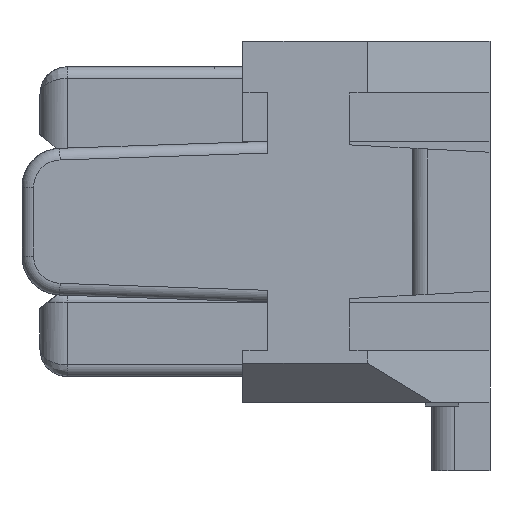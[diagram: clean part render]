
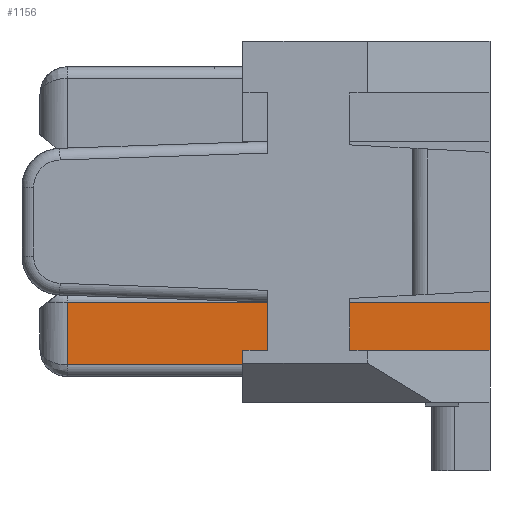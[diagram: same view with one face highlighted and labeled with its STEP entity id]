
A CAD part, front view. The second image highlights one B-rep face of the part: STEP entity #1156.
In plain terms, the highlighted planar face has unit normal (0, -1, 0).
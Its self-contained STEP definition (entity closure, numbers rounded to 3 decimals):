
#904 = CARTESIAN_POINT ( 'NONE',  ( 0.35, -19.15, -1.03 ) ) ;
#1156 = ADVANCED_FACE ( 'NONE', ( #22362 ), #36920, .F. ) ;
#2213 = DIRECTION ( 'NONE',  ( 0., 0., 1. ) ) ;
#2309 = EDGE_CURVE ( 'NONE', #16997, #15917, #6127, .T. ) ;
#3903 = CARTESIAN_POINT ( 'NONE',  ( 0.35, -19.15, -1.03 ) ) ;
#4570 = DIRECTION ( 'NONE',  ( 1., 0., 0. ) ) ;
#6127 = LINE ( 'NONE', #71266, #57165 ) ;
#6949 = ORIENTED_EDGE ( 'NONE', *, *, #28447, .T. ) ;
#9523 = CARTESIAN_POINT ( 'NONE',  ( 2.6, -19.15, -1.835 ) ) ;
#10594 = LINE ( 'NONE', #16454, #12938 ) ;
#10632 = ORIENTED_EDGE ( 'NONE', *, *, #70953, .F. ) ;
#11792 = EDGE_CURVE ( 'NONE', #32338, #12080, #49761, .T. ) ;
#12080 = VERTEX_POINT ( 'NONE', #9523 ) ;
#12938 = VECTOR ( 'NONE', #33909, 1000. ) ;
#14265 = DIRECTION ( 'NONE',  ( 1., 0., 0. ) ) ;
#14943 = EDGE_CURVE ( 'NONE', #55119, #16997, #65226, .T. ) ;
#15554 = EDGE_CURVE ( 'NONE', #19508, #56871, #45561, .T. ) ;
#15917 = VERTEX_POINT ( 'NONE', #18539 ) ;
#16454 = CARTESIAN_POINT ( 'NONE',  ( 5.77, -19.15, -1.03 ) ) ;
#16997 = VERTEX_POINT ( 'NONE', #19546 ) ;
#18539 = CARTESIAN_POINT ( 'NONE',  ( 5.77, -19.15, -1.03 ) ) ;
#19508 = VERTEX_POINT ( 'NONE', #71707 ) ;
#19522 = ORIENTED_EDGE ( 'NONE', *, *, #11792, .T. ) ;
#19546 = CARTESIAN_POINT ( 'NONE',  ( 2.6, -19.15, -1.03 ) ) ;
#20998 = VECTOR ( 'NONE', #4570, 1000. ) ;
#22284 = EDGE_CURVE ( 'NONE', #12080, #19508, #24674, .T. ) ;
#22362 = FACE_OUTER_BOUND ( 'NONE', #72610, .T. ) ;
#22529 = ORIENTED_EDGE ( 'NONE', *, *, #14943, .F. ) ;
#24151 = VECTOR ( 'NONE', #66991, 1000. ) ;
#24674 = LINE ( 'NONE', #72462, #73590 ) ;
#25125 = DIRECTION ( 'NONE',  ( 1., 0., 0. ) ) ;
#28083 = CARTESIAN_POINT ( 'NONE',  ( 0.35, -19.15, -1.835 ) ) ;
#28447 = EDGE_CURVE ( 'NONE', #55119, #32338, #71445, .T. ) ;
#30489 = CARTESIAN_POINT ( 'NONE',  ( 5.77, -19.15, -1.65 ) ) ;
#32338 = VERTEX_POINT ( 'NONE', #28083 ) ;
#33909 = DIRECTION ( 'NONE',  ( 0., 0., -1. ) ) ;
#34509 = CARTESIAN_POINT ( 'NONE',  ( 2.6, -19.15, -1.65 ) ) ;
#36920 = PLANE ( 'NONE',  #47723 ) ;
#37409 = CARTESIAN_POINT ( 'NONE',  ( 0., -19.15, 0. ) ) ;
#41393 = ORIENTED_EDGE ( 'NONE', *, *, #15554, .T. ) ;
#41703 = DIRECTION ( 'NONE',  ( 0., 0., -1. ) ) ;
#42110 = DIRECTION ( 'NONE',  ( 0., 1., 0. ) ) ;
#44585 = VECTOR ( 'NONE', #41703, 1000. ) ;
#45561 = LINE ( 'NONE', #34509, #20998 ) ;
#46599 = DIRECTION ( 'NONE',  ( 1., 0., 0. ) ) ;
#47723 = AXIS2_PLACEMENT_3D ( 'NONE', #37409, #42110, #14265 ) ;
#48494 = CARTESIAN_POINT ( 'NONE',  ( 0.35, -19.15, -1.03 ) ) ;
#49761 = LINE ( 'NONE', #71814, #24151 ) ;
#55119 = VERTEX_POINT ( 'NONE', #3903 ) ;
#56871 = VERTEX_POINT ( 'NONE', #30489 ) ;
#57165 = VECTOR ( 'NONE', #25125, 1000. ) ;
#61356 = ORIENTED_EDGE ( 'NONE', *, *, #2309, .F. ) ;
#65111 = VECTOR ( 'NONE', #46599, 1000. ) ;
#65226 = LINE ( 'NONE', #904, #65111 ) ;
#66991 = DIRECTION ( 'NONE',  ( 1., 0., 0. ) ) ;
#69093 = ORIENTED_EDGE ( 'NONE', *, *, #22284, .T. ) ;
#70953 = EDGE_CURVE ( 'NONE', #15917, #56871, #10594, .T. ) ;
#71266 = CARTESIAN_POINT ( 'NONE',  ( 2.6, -19.15, -1.03 ) ) ;
#71445 = LINE ( 'NONE', #48494, #44585 ) ;
#71707 = CARTESIAN_POINT ( 'NONE',  ( 2.6, -19.15, -1.65 ) ) ;
#71814 = CARTESIAN_POINT ( 'NONE',  ( 0.35, -19.15, -1.835 ) ) ;
#72462 = CARTESIAN_POINT ( 'NONE',  ( 2.6, -19.15, -1.835 ) ) ;
#72610 = EDGE_LOOP ( 'NONE', ( #6949, #19522, #69093, #41393, #10632, #61356, #22529 ) ) ;
#73590 = VECTOR ( 'NONE', #2213, 1000. ) ;
